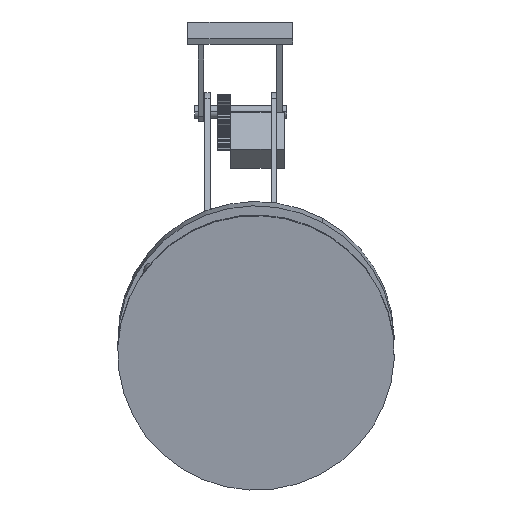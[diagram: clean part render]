
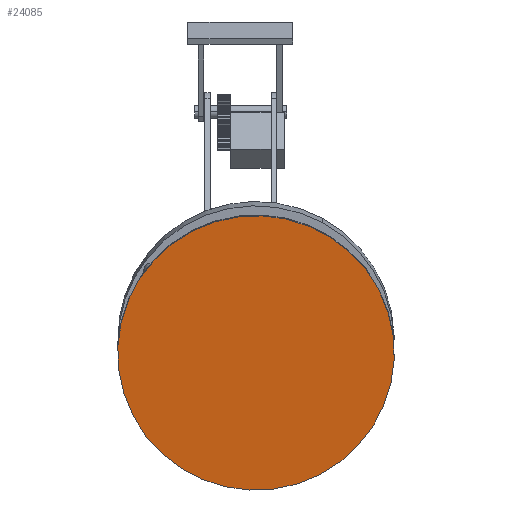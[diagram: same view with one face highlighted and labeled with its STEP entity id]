
A CAD part, front view. The second image highlights one B-rep face of the part: STEP entity #24085.
In plain terms, the highlighted face is planar.
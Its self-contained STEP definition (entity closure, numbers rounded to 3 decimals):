
#24028=CARTESIAN_POINT('Vertex',(0.,105.5,0.)) ;
#24033=CARTESIAN_POINT('Axis2P3D Location',(0.,0.,0.)) ;
#24037=CARTESIAN_POINT('Vertex',(0.,-105.5,0.)) ;
#24059=CARTESIAN_POINT('Axis2P3D Location',(0.,0.,0.)) ;
#24076=CARTESIAN_POINT('Axis2P3D Location',(0.,0.,0.)) ;
#24034=DIRECTION('Axis2P3D Direction',(1.,0.,0.)) ;
#24060=DIRECTION('Axis2P3D Direction',(1.,0.,0.)) ;
#24077=DIRECTION('Axis2P3D Direction',(1.,0.,0.)) ;
#24078=DIRECTION('Axis2P3D XDirection',(0.,1.,0.)) ;
#24035=AXIS2_PLACEMENT_3D('Circle Axis2P3D',#24033,#24034,$) ;
#24061=AXIS2_PLACEMENT_3D('Circle Axis2P3D',#24059,#24060,$) ;
#24079=AXIS2_PLACEMENT_3D('Plane Axis2P3D',#24076,#24077,#24078) ;
#24082=ORIENTED_EDGE('',*,*,#24063,.F.) ;
#24083=ORIENTED_EDGE('',*,*,#24039,.F.) ;
#24085=ADVANCED_FACE('PartBody',(#24084),#24080,.F.) ;
#24036=CIRCLE('generated circle',#24035,105.5) ;
#24062=CIRCLE('generated circle',#24061,105.5) ;
#24039=EDGE_CURVE('',#24029,#24038,#24036,.T.) ;
#24063=EDGE_CURVE('',#24038,#24029,#24062,.T.) ;
#24081=EDGE_LOOP('',(#24082,#24083)) ;
#24084=FACE_OUTER_BOUND('',#24081,.T.) ;
#24080=PLANE('Plane',#24079) ;
#24029=VERTEX_POINT('',#24028) ;
#24038=VERTEX_POINT('',#24037) ;
